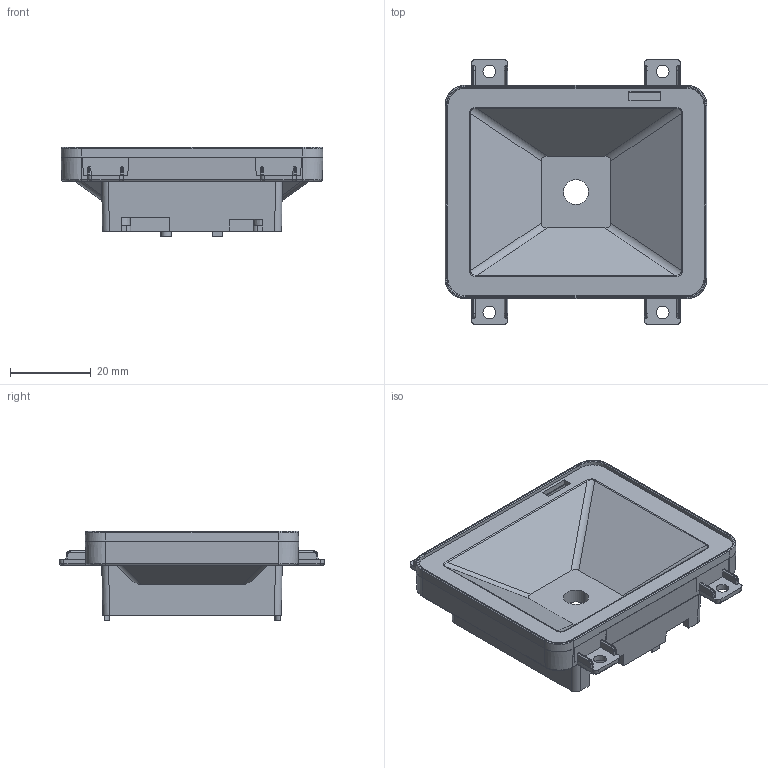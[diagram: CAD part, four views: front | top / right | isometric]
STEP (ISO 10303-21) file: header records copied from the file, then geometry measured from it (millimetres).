
FILE_DESCRIPTION((''),'2;1');
FILE_NAME('ASM0001_ASM','2019-03-20T',('Administrator'),(''),'PRO/ENGINEER BY PARAMETRIC TECHNOLOGY CORPORATION, 2010180','PRO/ENGINEER BY PARAMETRIC TECHNOLOGY CORPORATION, 2010180','');
FILE_SCHEMA(('CONFIG_CONTROL_DESIGN'));
Length unit declared in the file: millimetre
Products named in the file (3): PRT0001; PRT0002; ASM0001_ASM
Assembly tree (2 placements, depth 2):
  ASM0001_ASM
    PRT0001
    PRT0002
Bounding box: 65 x 65.8 x 22.15 mm (x, y, z)
Volume: 15360.3 mm3; surface area: 21280.2 mm2
Topology: 2 solids, 2 shells, 588 faces, 1536 edges, 968 vertices
Faces by surface type: plane 270, cylinder 212, bspline 80, cone 14, sphere 8, torus 4
Entity records: 21758 total; most frequent: CARTESIAN_POINT 8055, ORIENTED_EDGE 3072, DIRECTION 2474, EDGE_CURVE 1536, VERTEX_POINT 968, VECTOR 880, LINE 880, AXIS2_PLACEMENT_3D 797
